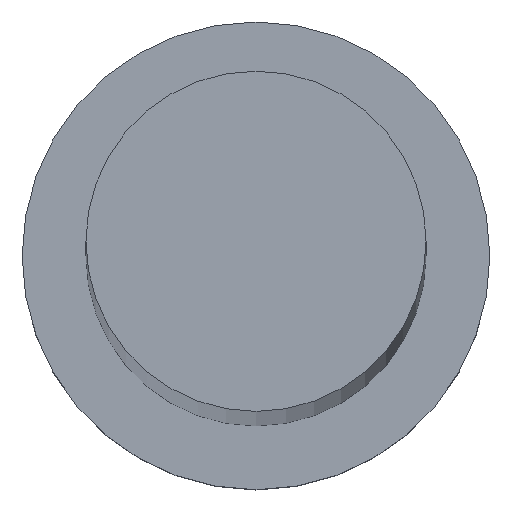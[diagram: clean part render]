
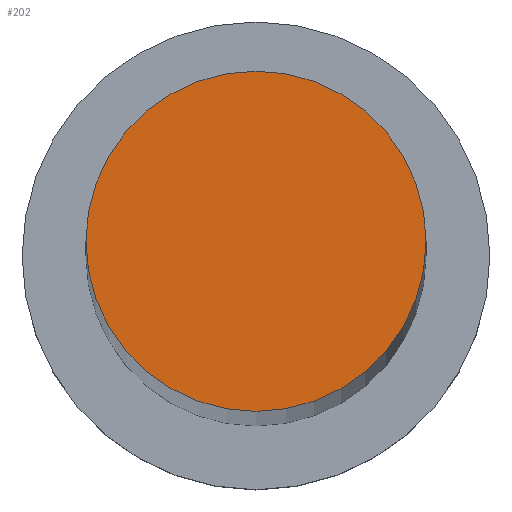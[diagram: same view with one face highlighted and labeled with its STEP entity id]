
A CAD part, top view. The second image highlights one B-rep face of the part: STEP entity #202.
In plain terms, the highlighted planar face has unit normal (0, 0, 1).
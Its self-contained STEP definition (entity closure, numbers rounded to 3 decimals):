
#15 = AXIS2_PLACEMENT_3D ( 'NONE', #104, #140, #91 ) ;
#26 = FACE_OUTER_BOUND ( 'NONE', #128, .T. ) ;
#36 = AXIS2_PLACEMENT_3D ( 'NONE', #159, #242, #149 ) ;
#38 = CIRCLE ( 'NONE', #111, 8. ) ;
#47 = CARTESIAN_POINT ( 'NONE',  ( 0., 0., 400. ) ) ;
#50 = DIRECTION ( 'NONE',  ( 0., 0., 1. ) ) ;
#67 = PLANE ( 'NONE',  #15 ) ;
#79 = CARTESIAN_POINT ( 'NONE',  ( -8., 0., 400. ) ) ;
#91 = DIRECTION ( 'NONE',  ( 1., 0., 0. ) ) ;
#96 = EDGE_CURVE ( 'NONE', #130, #112, #207, .T. ) ;
#104 = CARTESIAN_POINT ( 'NONE',  ( 0., 0., 400. ) ) ;
#111 = AXIS2_PLACEMENT_3D ( 'NONE', #47, #50, #172 ) ;
#112 = VERTEX_POINT ( 'NONE', #115 ) ;
#115 = CARTESIAN_POINT ( 'NONE',  ( 8., 0., 400. ) ) ;
#128 = EDGE_LOOP ( 'NONE', ( #232, #247 ) ) ;
#130 = VERTEX_POINT ( 'NONE', #79 ) ;
#140 = DIRECTION ( 'NONE',  ( 0., 0., 1. ) ) ;
#149 = DIRECTION ( 'NONE',  ( 1., 0., 0. ) ) ;
#159 = CARTESIAN_POINT ( 'NONE',  ( 0., 0., 400. ) ) ;
#172 = DIRECTION ( 'NONE',  ( 1., 0., 0. ) ) ;
#202 = ADVANCED_FACE ( 'NONE', ( #26 ), #67, .T. ) ;
#207 = CIRCLE ( 'NONE', #36, 8. ) ;
#232 = ORIENTED_EDGE ( 'NONE', *, *, #96, .T. ) ;
#242 = DIRECTION ( 'NONE',  ( 0., 0., 1. ) ) ;
#247 = ORIENTED_EDGE ( 'NONE', *, *, #252, .T. ) ;
#252 = EDGE_CURVE ( 'NONE', #112, #130, #38, .T. ) ;
